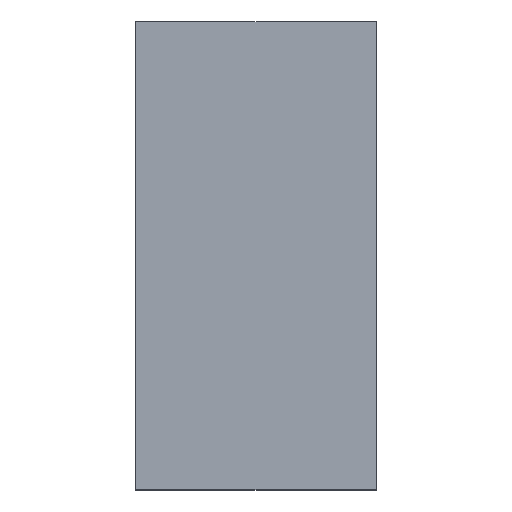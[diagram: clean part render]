
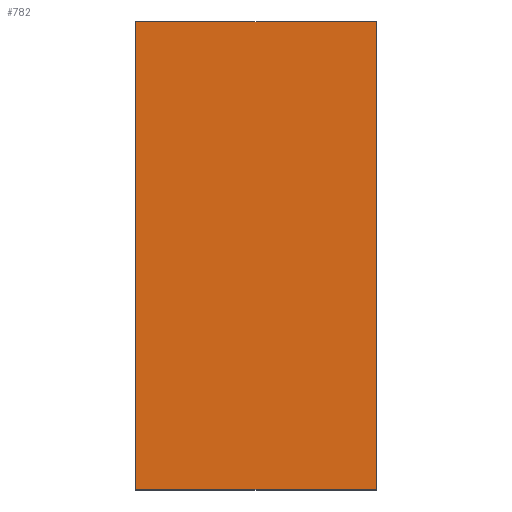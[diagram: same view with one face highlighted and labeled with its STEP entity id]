
A CAD part, top view. The second image highlights one B-rep face of the part: STEP entity #782.
In plain terms, the highlighted planar face has unit normal (0, 0, 1).
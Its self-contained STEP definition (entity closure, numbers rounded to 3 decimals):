
#215 = VERTEX_POINT('',#216);
#216 = CARTESIAN_POINT('',(4.95,2.04,10.15));
#222 = EDGE_CURVE('',#223,#215,#225,.T.);
#223 = VERTEX_POINT('',#224);
#224 = CARTESIAN_POINT('',(4.95,-9.64,10.15));
#225 = LINE('',#226,#227);
#226 = CARTESIAN_POINT('',(4.95,-9.64,10.15));
#227 = VECTOR('',#228,1.);
#228 = DIRECTION('',(0.,1.,0.));
#319 = VERTEX_POINT('',#320);
#320 = CARTESIAN_POINT('',(-1.05,-9.64,10.15));
#326 = EDGE_CURVE('',#319,#327,#329,.T.);
#327 = VERTEX_POINT('',#328);
#328 = CARTESIAN_POINT('',(-1.05,2.04,10.15));
#329 = LINE('',#330,#331);
#330 = CARTESIAN_POINT('',(-1.05,-9.64,10.15));
#331 = VECTOR('',#332,1.);
#332 = DIRECTION('',(0.,1.,0.));
#769 = EDGE_CURVE('',#215,#327,#770,.T.);
#770 = LINE('',#771,#772);
#771 = CARTESIAN_POINT('',(4.95,2.04,10.15));
#772 = VECTOR('',#773,1.);
#773 = DIRECTION('',(-1.,0.,0.));
#782 = ADVANCED_FACE('',(#783),#794,.F.);
#783 = FACE_BOUND('',#784,.F.);
#784 = EDGE_LOOP('',(#785,#791,#792,#793));
#785 = ORIENTED_EDGE('',*,*,#786,.T.);
#786 = EDGE_CURVE('',#223,#319,#787,.T.);
#787 = LINE('',#788,#789);
#788 = CARTESIAN_POINT('',(4.95,-9.64,10.15));
#789 = VECTOR('',#790,1.);
#790 = DIRECTION('',(-1.,0.,0.));
#791 = ORIENTED_EDGE('',*,*,#326,.T.);
#792 = ORIENTED_EDGE('',*,*,#769,.F.);
#793 = ORIENTED_EDGE('',*,*,#222,.F.);
#794 = PLANE('',#795);
#795 = AXIS2_PLACEMENT_3D('',#796,#797,#798);
#796 = CARTESIAN_POINT('',(4.95,-9.64,10.15));
#797 = DIRECTION('',(0.,0.,-1.));
#798 = DIRECTION('',(0.,1.,0.));
